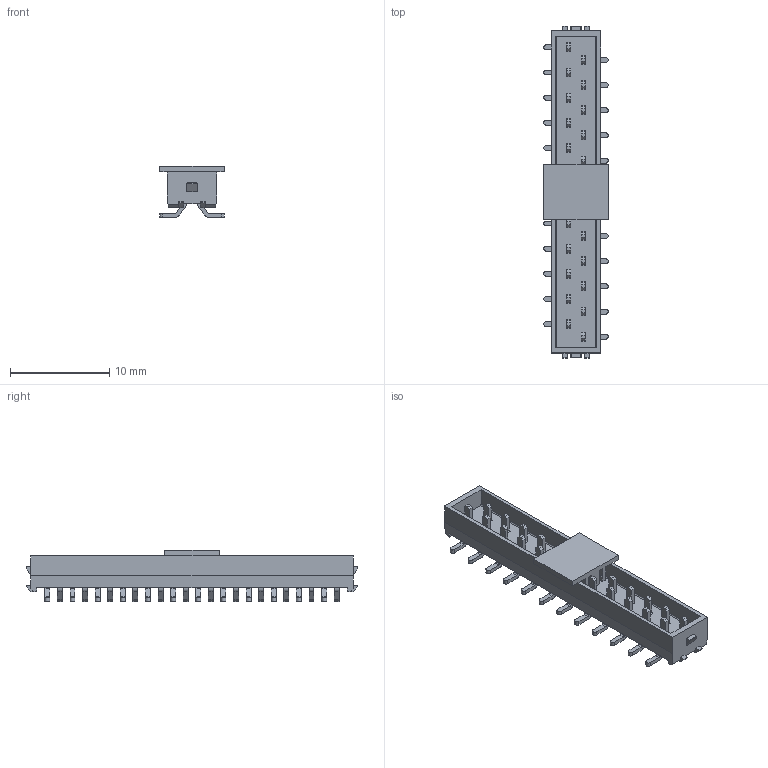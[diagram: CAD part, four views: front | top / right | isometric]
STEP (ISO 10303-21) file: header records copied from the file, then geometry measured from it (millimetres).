
FILE_DESCRIPTION(/* description */ ('Unknown'),/* implementation_level */ '2;1');
FILE_NAME(/* name */ 'J_Wurth_WR-MM_690357282476',/* time_stamp */ '2025-05-06T10:00:58+08:00',/* author */ ('Unknown'),/* organization */ ('Unknown'),/* preprocessor_version */ 'ST-DEVELOPER v19.4',/* originating_system */ 'Solid Edge',/* authorisation */ 'Unknown');
FILE_SCHEMA (('AUTOMOTIVE_DESIGN {1 0 10303 214 3 1 1}'));
Length unit declared in the file: millimetre
Products named in the file (2): J_Wurth_WR-MM_690357282476
Assembly tree (1 placements, depth 2):
  J_Wurth_WR-MM_690357282476
    J_Wurth_WR-MM_690357282476
Bounding box: 6.5 x 33.51 x 5.15 mm (x, y, z)
Volume: 334.4 mm3; surface area: 1067.2 mm2
Topology: 1 solids, 49 shells, 1004 faces, 2446 edges, 1620 vertices
Faces by surface type: plane 738, cylinder 266
Entity records: 36299 total; most frequent: CARTESIAN_POINT 5072, DIRECTION 4990, ORIENTED_EDGE 4892, EDGE_CURVE 2446, LINE 1914, VECTOR 1914, VERTEX_POINT 1620, AXIS2_PLACEMENT_3D 1538
